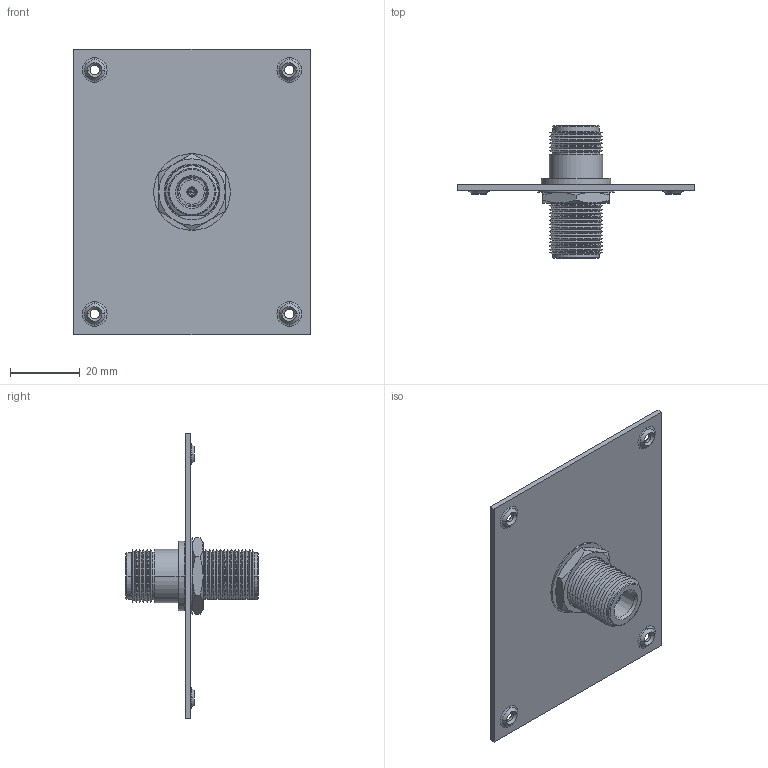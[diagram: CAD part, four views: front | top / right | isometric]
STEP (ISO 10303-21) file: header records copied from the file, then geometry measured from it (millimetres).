
FILE_DESCRIPTION (( 'STEP AP214' ), '1' );
FILE_NAME ('USP1NB_3D.step', '2025-03-11T13:53:33', ( '' ), ( '' ), 'SwSTEP 2.0', 'SolidWorks 2022', '' );
FILE_SCHEMA (( 'AUTOMOTIVE_DESIGN' ));
Length unit declared in the file: inch
Products named in the file (6): AXA-NFNFB2_body; LOCKWASH-INT.625; 3AA02-017; USP1NB_3D; AXA-NFNFB2; 1AR06-002
Assembly tree (5 placements, depth 3):
  USP1NB_3D
    1AR06-002
    AXA-NFNFB2
      AXA-NFNFB2_body
      LOCKWASH-INT.625
      3AA02-017
Bounding box: 68.07 x 38 x 82.04 mm (x, y, z)
Volume: 14328.3 mm3; surface area: 16477.6 mm2
Topology: 4 solids, 4 shells, 394 faces, 989 edges, 607 vertices
Faces by surface type: cone 234, plane 99, cylinder 45, torus 16
Entity records: 13470 total; most frequent: CARTESIAN_POINT 2698, DIRECTION 2044, ORIENTED_EDGE 1970, EDGE_CURVE 985, AXIS2_PLACEMENT_3D 823, VERTEX_POINT 607, CIRCLE 420, EDGE_LOOP 416
